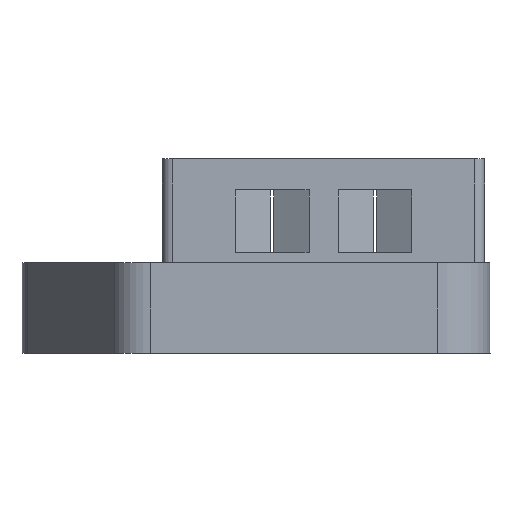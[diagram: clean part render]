
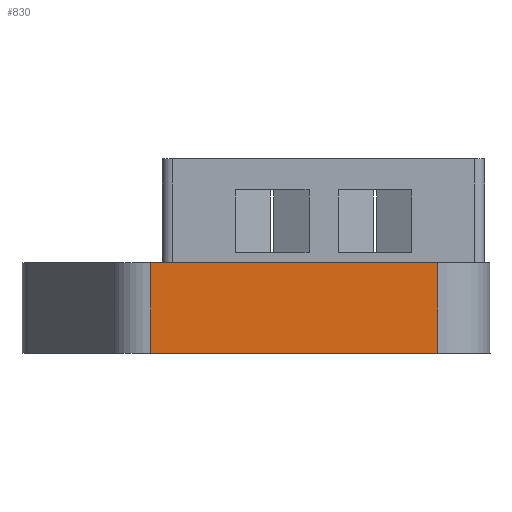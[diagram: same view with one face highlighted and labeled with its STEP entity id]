
A CAD part, left-side view. The second image highlights one B-rep face of the part: STEP entity #830.
In plain terms, the highlighted planar face has unit normal (-1, 0, 0).
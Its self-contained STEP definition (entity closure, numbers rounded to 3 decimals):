
#214 = VERTEX_POINT('',#215);
#215 = CARTESIAN_POINT('',(-41.,16.628,0.));
#222 = EDGE_CURVE('',#214,#223,#225,.T.);
#223 = VERTEX_POINT('',#224);
#224 = CARTESIAN_POINT('',(-41.,-11.,0.));
#225 = LINE('',#226,#227);
#226 = CARTESIAN_POINT('',(-41.,16.628,0.));
#227 = VECTOR('',#228,1.);
#228 = DIRECTION('',(0.,-1.,0.));
#512 = VERTEX_POINT('',#513);
#513 = CARTESIAN_POINT('',(-41.,16.628,8.7));
#520 = EDGE_CURVE('',#512,#521,#523,.T.);
#521 = VERTEX_POINT('',#522);
#522 = CARTESIAN_POINT('',(-41.,-11.,8.7));
#523 = LINE('',#524,#525);
#524 = CARTESIAN_POINT('',(-41.,16.628,8.7));
#525 = VECTOR('',#526,1.);
#526 = DIRECTION('',(0.,-1.,0.));
#817 = EDGE_CURVE('',#223,#521,#818,.T.);
#818 = LINE('',#819,#820);
#819 = CARTESIAN_POINT('',(-41.,-11.,0.));
#820 = VECTOR('',#821,1.);
#821 = DIRECTION('',(0.,0.,1.));
#830 = ADVANCED_FACE('',(#831),#842,.F.);
#831 = FACE_BOUND('',#832,.F.);
#832 = EDGE_LOOP('',(#833,#839,#840,#841));
#833 = ORIENTED_EDGE('',*,*,#834,.T.);
#834 = EDGE_CURVE('',#214,#512,#835,.T.);
#835 = LINE('',#836,#837);
#836 = CARTESIAN_POINT('',(-41.,16.628,0.));
#837 = VECTOR('',#838,1.);
#838 = DIRECTION('',(0.,0.,1.));
#839 = ORIENTED_EDGE('',*,*,#520,.T.);
#840 = ORIENTED_EDGE('',*,*,#817,.F.);
#841 = ORIENTED_EDGE('',*,*,#222,.F.);
#842 = PLANE('',#843);
#843 = AXIS2_PLACEMENT_3D('',#844,#845,#846);
#844 = CARTESIAN_POINT('',(-41.,16.628,0.));
#845 = DIRECTION('',(1.,0.,0.));
#846 = DIRECTION('',(0.,-1.,0.));
